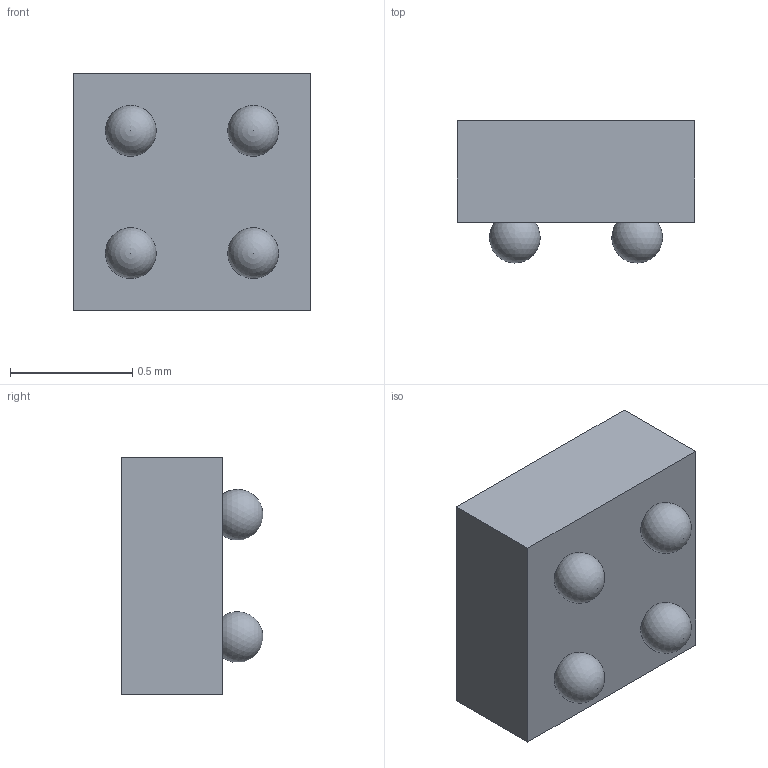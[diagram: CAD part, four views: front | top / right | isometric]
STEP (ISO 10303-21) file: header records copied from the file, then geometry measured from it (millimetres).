
FILE_DESCRIPTION(('FreeCAD Model'),'2;1');
FILE_NAME('Open CASCADE Shape Model','2025-09-13T03:39:23',(''),(''), 'Open CASCADE STEP processor 7.8','FreeCAD','Unknown');
FILE_SCHEMA(('AUTOMOTIVE_DESIGN { 1 0 10303 214 1 1 1 1 }'));
Length unit declared in the file: millimetre
Products named in the file (7): BGA_Test; Body_Solid1; Body002_Solid1; BALL_0001; BALL_0002; BALL_0003; BALL_0004
Assembly tree (6 placements, depth 2):
  BGA_Test
    Body_Solid1
    Body002_Solid1
    BALL_0001
    BALL_0002
    BALL_0003
    BALL_0004
Bounding box: 0.97 x 0.58 x 0.97 mm (x, y, z)
Volume: 0.4 mm3; surface area: 4.1 mm2
Topology: 6 solids, 6 shells, 19 faces, 30 edges, 20 vertices
Faces by surface type: plane 13, sphere 4, cylinder 2
Full cylindrical faces by diameter (mm): 0.114 x2
Entity records: 588 total; most frequent: DIRECTION 90, CARTESIAN_POINT 72, ORIENTED_EDGE 52, AXIS2_PLACEMENT_3D 38, EDGE_CURVE 26, FACE_BOUND 20, EDGE_LOOP 20, VERTEX_POINT 20
